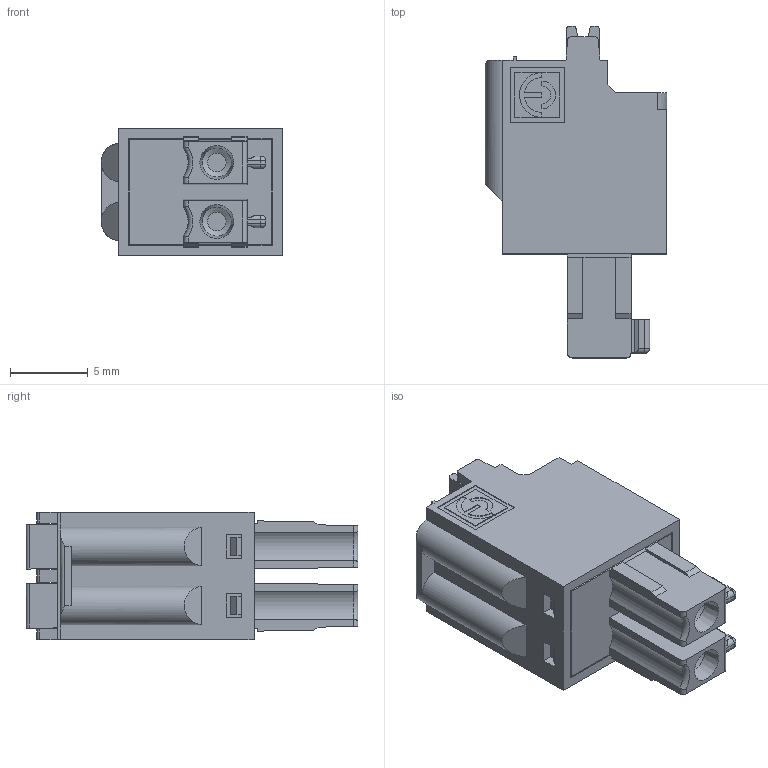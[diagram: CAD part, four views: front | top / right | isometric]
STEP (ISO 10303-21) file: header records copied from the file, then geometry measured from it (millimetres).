
FILE_DESCRIPTION(('STEP AP214'),'1');
FILE_NAME('SHM02-3,81-F.stp','2025-07-01T08:59:52',(' '),(' '),'Spatial InterOp 3D',' ',' ');
FILE_SCHEMA(('AUTOMOTIVE_DESIGN { 1 0 10303 214 1 1 1 1 }'));
Length unit declared in the file: metre
Products named in the file (1): 1751449278
Bounding box: 11.7 x 21.4 x 8.21 mm (x, y, z)
Volume: 1190.3 mm3; surface area: 1081.7 mm2
Topology: 1 solids, 1 shells, 269 faces, 745 edges, 488 vertices
Faces by surface type: plane 201, cylinder 55, cone 6, sphere 4, torus 2, extrusion 1
Full cylindrical faces by diameter (mm): 1.2 x2, 3.078 x2
Entity records: 12440 total; most frequent: CARTESIAN_POINT 1939, ORIENTED_EDGE 1446, DIRECTION 1322, EDGE_CURVE 723, STYLED_ITEM 580, PRESENTATION_STYLE_ASSIGNMENT 580, VECTOR 580, COLOUR_RGB 580
